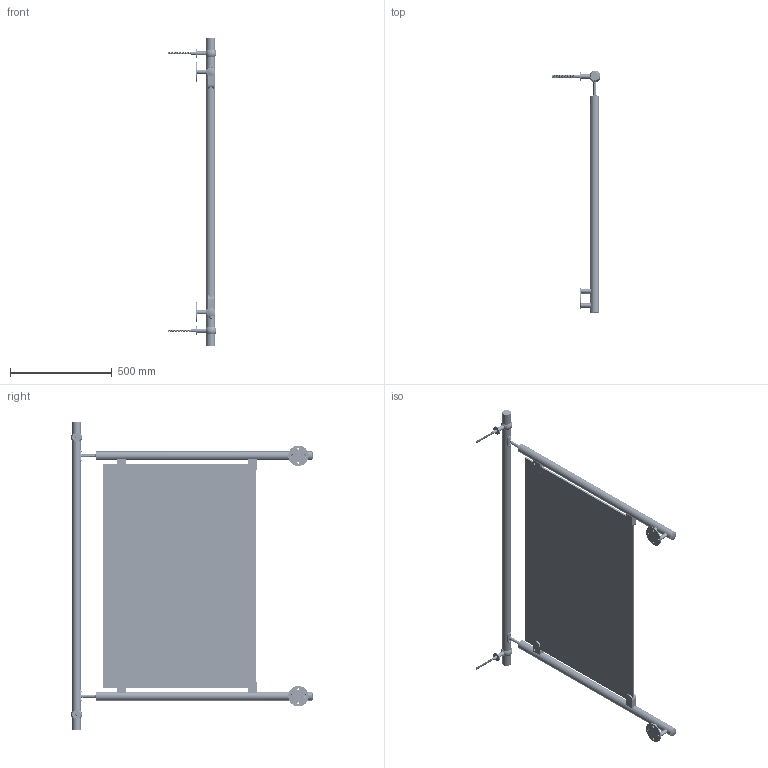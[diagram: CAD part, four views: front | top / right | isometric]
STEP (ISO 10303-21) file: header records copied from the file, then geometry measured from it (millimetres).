
FILE_DESCRIPTION (( 'STEP AP203' ), '1' );
FILE_NAME ('GS_FRB3-110x75-D42_8,76___.STEP', '2019-02-18T07:11:49', ( '' ), ( '' ), 'SwSTEP 2.0', 'SolidWorks 2018', '' );
FILE_SCHEMA (( 'CONFIG_CONTROL_DESIGN' ));
Length unit declared in the file: millimetre
Products named in the file (43): M6x10; A-1732-040-12; A6-42-55-35-B; A19-27-M10 P2; A_42.4x2-1500; A6_021-6-A.P1; A6_021-6-A.P3; A-0718-242_UP1 E1; A_250P-042.P2; A_250P-042_Pravy_bez_kolika; GS_FRB3-110x75-D42_8,76___; A_250P-042.P1; skrutka DIN 7380_M8x20_A2-70; A-014; A_250P-042.P3; skrutka DIN 7991_M8x70_A2-70; A_250P-042_Bez_kolika_a_platnicky; A_250P-042.P6; A6_021-6-A_skupina; A_42.4x...P; din_914-m6x6; A_5732-242; GS_FRB3-110x75-D42_8,76___sklo_75x110; A_0718_242_UP E1_skupina; A6_021-6-A.P2; A_ZGBR100-1504_pre_fr_balkon_skupina; A_250P-042.P3_skupina; A19-27-M10 P1 M10; A-0718-242_UP2 E1; A-0708-42-55-35 M10; skrutka DIN 7991_M6x16_A2-70; A_250P-042.P1_skupina; A-BR100-2GL-250P_skupina; skrutka DIN 7380_M5x12_A2-70; A_5729-242; A-BR100-2GR-250P_skupina; A19_25-008; A_42.4x; A_250P-042_Lavy_bez_kolika; M6x16_DIN 7991 ...
Assembly tree (75 placements, depth 6):
  GS_FRB3-110x75-D42_8,76___
    A_ZGBR100-1504_pre_fr_balkon_skupina
      GS_FRB3-110x75-D42_8,76___sklo_75x110
      A-BR100-2GL-250P_skupina
        A6_021-6-A_skupina
          A6_021-6-A.P1
          A6_021-6-A.P3  x2
          A6_021-6-A.P2
          skrutka DIN 7991_M8x70_A2-70  x2
        A_42.4x
        A_5729-242
        A_250P-042_Lavy_bez_kolika
          A_250P-042.P1_skupina
            A_250P-042.P1
            A_250P-042.P6  x2
          A_250P-042.P2
          A_250P-042.P3_skupina
            A_250P-042.P3
            A_250P-042.P7
          skrutka DIN 7991_M6x16_A2-70  x2
        A_250P-042_Bez_kolika_a_platnicky
          A_250P-042.P1_skupina
            A_250P-042.P1
            A_250P-042.P6  x2
          A_250P-042.P2
          skrutka DIN 7991_M6x16_A2-70  x2
        A_0718_242_UP E1_skupina
          M6x10
          A-0718-242_UP1 E1
          A-0718-242_UP2 E1
        A19_25-008  x4
        skrutka DIN 7380_M8x20_A2-70  x2
      A-BR100-2GR-250P_skupina
        A6_021-6-A_skupina
          A6_021-6-A.P1
          A6_021-6-A.P3  x2
          A6_021-6-A.P2
          skrutka DIN 7991_M8x70_A2-70  x2
        A_42.4x...P
        A_5729-242
        A_250P-042_Pravy_bez_kolika
          A_250P-042.P1_skupina
            A_250P-042.P1
            A_250P-042.P6  x2
          A_250P-042.P2
          skrutka DIN 7991_M6x16_A2-70  x2
          A_250P-042.P3_skupina
            A_250P-042.P3
            A_250P-042.P7
        A_250P-042_Bez_kolika_a_platnicky
          A_250P-042.P1_skupina
            A_250P-042.P1
            A_250P-042.P6  x2
          A_250P-042.P2
          skrutka DIN 7991_M6x16_A2-70  x2
        A_0718_242_UP E1_skupina
          M6x10
          A-0718-242_UP1 E1
          A-0718-242_UP2 E1
        A19_25-008  x4
Bounding box: 239 x 1188.2 x 1508.8 mm (x, y, z)
Volume: 8623316.1 mm3; surface area: 2913375.3 mm2
Topology: 86 solids, 86 shells, 4814 faces, 12568 edges, 7906 vertices
Faces by surface type: cylinder 2320, plane 1778, cone 374, torus 126, bspline 116, sphere 100
Entity records: 80460 total; most frequent: CARTESIAN_POINT 32728, ORIENTED_EDGE 9870, DIRECTION 7898, EDGE_CURVE 4935, VERTEX_POINT 3180, AXIS2_PLACEMENT_3D 2949, LINE 2000, VECTOR 2000
